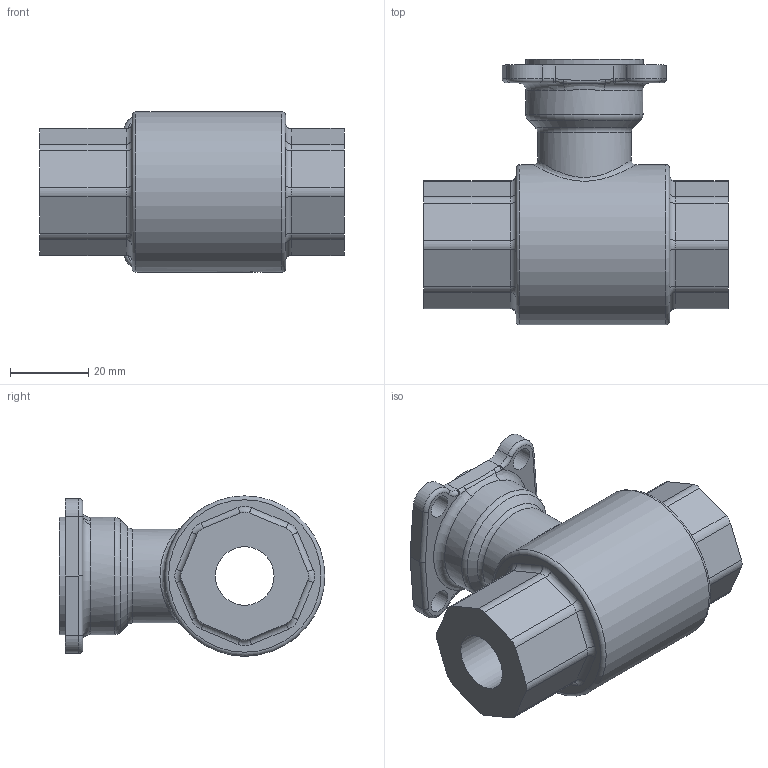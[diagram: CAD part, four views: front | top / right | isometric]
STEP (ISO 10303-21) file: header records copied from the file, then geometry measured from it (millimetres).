
FILE_DESCRIPTION(/* description */ (''),/* implementation_level */ '2;1');
FILE_NAME(/* name */ '12611-21020.stp',/* time_stamp */ '2015-09-11T07:56:33-04:00',/* author */ (''),/* organization */ (''),/* preprocessor_version */ 'ST-DEVELOPER v11',/* originating_system */ 'SIEMENS UGS NX 6.0',/* authorisation */ '');
FILE_SCHEMA (('CONFIG_CONTROL_DESIGN'));
Length unit declared in the file: millimetre
Products named in the file (1): 12611-21020
Bounding box: 77.9 x 68 x 41 mm (x, y, z)
Volume: 82557.4 mm3; surface area: 20744.5 mm2
Topology: 1 solids, 1 shells, 192 faces, 470 edges, 294 vertices
Faces by surface type: plane 67, cylinder 59, torus 30, extrusion 22, bspline 13, cone 1
Full cylindrical faces by diameter (mm): 5.5 x1, 6 x4, 15 x1, 24 x1, 26 x1, 30 x2, 41 x1
Entity records: 6394 total; most frequent: CARTESIAN_POINT 1958, ORIENTED_EDGE 898, DIRECTION 866, EDGE_CURVE 449, AXIS2_PLACEMENT_3D 331, VERTEX_POINT 290, EDGE_LOOP 233, VECTOR 204
